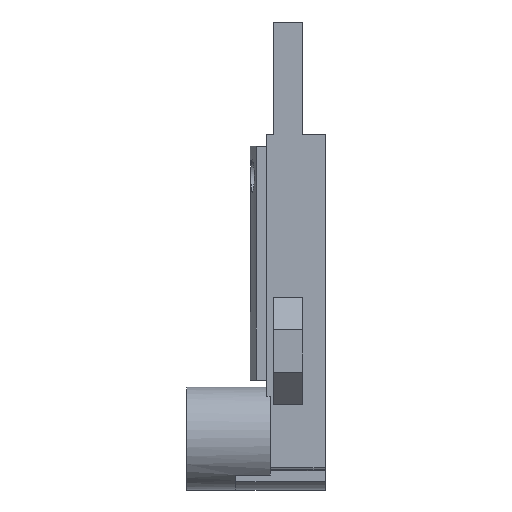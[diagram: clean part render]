
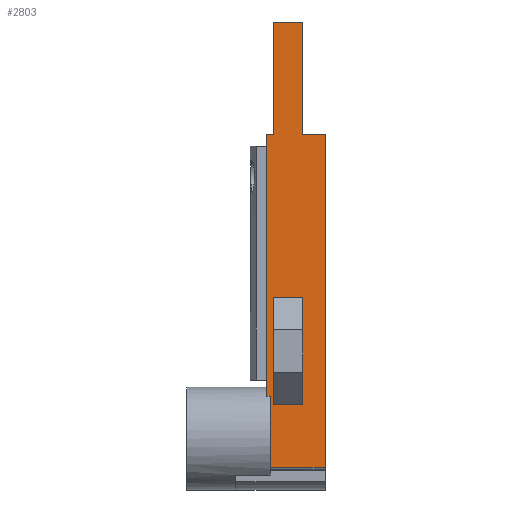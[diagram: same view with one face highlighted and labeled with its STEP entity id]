
A CAD part, left-side view. The second image highlights one B-rep face of the part: STEP entity #2803.
In plain terms, the highlighted planar face has unit normal (-1, 0, 0).
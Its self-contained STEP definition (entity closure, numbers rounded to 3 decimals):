
#66 = DIRECTION ( 'NONE',  ( 0., 0., -1. ) ) ;
#74 = LINE ( 'NONE', #1271, #769 ) ;
#84 = VERTEX_POINT ( 'NONE', #2285 ) ;
#96 = LINE ( 'NONE', #975, #349 ) ;
#152 = VECTOR ( 'NONE', #1087, 1000. ) ;
#166 = EDGE_CURVE ( 'NONE', #587, #2080, #74, .T. ) ;
#167 = VECTOR ( 'NONE', #66, 1000. ) ;
#176 = DIRECTION ( 'NONE',  ( 0., 1., 0. ) ) ;
#197 = CARTESIAN_POINT ( 'NONE',  ( -3.237, 13.796, 32.989 ) ) ;
#224 = CARTESIAN_POINT ( 'NONE',  ( -3.237, 18.796, 32.989 ) ) ;
#235 = CARTESIAN_POINT ( 'NONE',  ( -3.237, 18.196, 32.989 ) ) ;
#286 = LINE ( 'NONE', #1200, #2608 ) ;
#294 = VECTOR ( 'NONE', #640, 1000. ) ;
#322 = ORIENTED_EDGE ( 'NONE', *, *, #825, .T. ) ;
#349 = VECTOR ( 'NONE', #2704, 1000. ) ;
#371 = EDGE_CURVE ( 'NONE', #2701, #2080, #690, .T. ) ;
#405 = DIRECTION ( 'NONE',  ( 1., 0., 0. ) ) ;
#467 = DIRECTION ( 'NONE',  ( 0., 0., -1. ) ) ;
#472 = DIRECTION ( 'NONE',  ( 0., -1., 0. ) ) ;
#491 = VERTEX_POINT ( 'NONE', #197 ) ;
#507 = EDGE_CURVE ( 'NONE', #1176, #587, #1480, .T. ) ;
#532 = CARTESIAN_POINT ( 'NONE',  ( -3.237, 18.196, 42.639 ) ) ;
#574 = CARTESIAN_POINT ( 'NONE',  ( -3.237, 18.496, 10.61 ) ) ;
#587 = VERTEX_POINT ( 'NONE', #532 ) ;
#595 = LINE ( 'NONE', #2532, #2562 ) ;
#640 = DIRECTION ( 'NONE',  ( 0., 1., 0. ) ) ;
#676 = CARTESIAN_POINT ( 'NONE',  ( -3.237, 15.696, 10.61 ) ) ;
#689 = CARTESIAN_POINT ( 'NONE',  ( -3.237, 18.196, 19.089 ) ) ;
#690 = LINE ( 'NONE', #1771, #152 ) ;
#707 = VECTOR ( 'NONE', #2311, 1000. ) ;
#743 = CARTESIAN_POINT ( 'NONE',  ( -3.237, 29.014, 4.489 ) ) ;
#769 = VECTOR ( 'NONE', #2527, 1000. ) ;
#773 = ORIENTED_EDGE ( 'NONE', *, *, #1074, .F. ) ;
#802 = EDGE_CURVE ( 'NONE', #1053, #1738, #811, .T. ) ;
#811 = LINE ( 'NONE', #1887, #2199 ) ;
#825 = EDGE_CURVE ( 'NONE', #2038, #1738, #595, .T. ) ;
#826 = ORIENTED_EDGE ( 'NONE', *, *, #2397, .T. ) ;
#828 = LINE ( 'NONE', #574, #2260 ) ;
#868 = CARTESIAN_POINT ( 'NONE',  ( -3.237, 13.796, 32.989 ) ) ;
#883 = CARTESIAN_POINT ( 'NONE',  ( -3.237, 15.696, 9.889 ) ) ;
#913 = ORIENTED_EDGE ( 'NONE', *, *, #2695, .F. ) ;
#975 = CARTESIAN_POINT ( 'NONE',  ( -3.237, 18.196, 9.889 ) ) ;
#988 = EDGE_CURVE ( 'NONE', #1176, #2038, #2814, .T. ) ;
#1018 = LINE ( 'NONE', #2747, #707 ) ;
#1045 = ORIENTED_EDGE ( 'NONE', *, *, #2729, .F. ) ;
#1053 = VERTEX_POINT ( 'NONE', #1385 ) ;
#1074 = EDGE_CURVE ( 'NONE', #2210, #2547, #286, .T. ) ;
#1084 = LINE ( 'NONE', #883, #2705 ) ;
#1087 = DIRECTION ( 'NONE',  ( 0., 0., 1. ) ) ;
#1151 = LINE ( 'NONE', #743, #2079 ) ;
#1176 = VERTEX_POINT ( 'NONE', #2099 ) ;
#1200 = CARTESIAN_POINT ( 'NONE',  ( -3.237, 29.014, 10.61 ) ) ;
#1206 = EDGE_CURVE ( 'NONE', #491, #2701, #1018, .T. ) ;
#1222 = CARTESIAN_POINT ( 'NONE',  ( -3.237, 18.796, 10.61 ) ) ;
#1248 = CARTESIAN_POINT ( 'NONE',  ( -3.237, 18.196, 10.61 ) ) ;
#1271 = CARTESIAN_POINT ( 'NONE',  ( -3.237, 18.196, 42.639 ) ) ;
#1281 = DIRECTION ( 'NONE',  ( 0., 0., 1. ) ) ;
#1324 = EDGE_CURVE ( 'NONE', #1896, #2547, #1084, .T. ) ;
#1334 = ORIENTED_EDGE ( 'NONE', *, *, #1903, .F. ) ;
#1346 = CARTESIAN_POINT ( 'NONE',  ( -3.237, 15.696, 42.639 ) ) ;
#1385 = CARTESIAN_POINT ( 'NONE',  ( -3.237, 18.496, 10.61 ) ) ;
#1402 = CARTESIAN_POINT ( 'NONE',  ( -3.237, 13.796, 9.489 ) ) ;
#1410 = CARTESIAN_POINT ( 'NONE',  ( -3.237, 13.796, 4.489 ) ) ;
#1444 = EDGE_LOOP ( 'NONE', ( #2140, #773, #1045, #826 ) ) ;
#1463 = DIRECTION ( 'NONE',  ( 0., 0., -1. ) ) ;
#1472 = PLANE ( 'NONE',  #2087 ) ;
#1480 = LINE ( 'NONE', #235, #2694 ) ;
#1543 = ORIENTED_EDGE ( 'NONE', *, *, #507, .F. ) ;
#1616 = ORIENTED_EDGE ( 'NONE', *, *, #1206, .T. ) ;
#1654 = ORIENTED_EDGE ( 'NONE', *, *, #371, .T. ) ;
#1738 = VERTEX_POINT ( 'NONE', #1222 ) ;
#1742 = ORIENTED_EDGE ( 'NONE', *, *, #802, .F. ) ;
#1771 = CARTESIAN_POINT ( 'NONE',  ( -3.237, 15.696, 32.989 ) ) ;
#1833 = DIRECTION ( 'NONE',  ( 0., -1., 0. ) ) ;
#1861 = VECTOR ( 'NONE', #472, 1000. ) ;
#1887 = CARTESIAN_POINT ( 'NONE',  ( -3.237, 36.762, 10.61 ) ) ;
#1896 = VERTEX_POINT ( 'NONE', #2127 ) ;
#1903 = EDGE_CURVE ( 'NONE', #2009, #1053, #828, .T. ) ;
#2009 = VERTEX_POINT ( 'NONE', #2611 ) ;
#2029 = LINE ( 'NONE', #1402, #167 ) ;
#2038 = VERTEX_POINT ( 'NONE', #224 ) ;
#2071 = EDGE_LOOP ( 'NONE', ( #1742, #1334, #2209, #913, #1616, #1654, #2719, #1543, #2596, #322 ) ) ;
#2079 = VECTOR ( 'NONE', #2221, 1000. ) ;
#2080 = VERTEX_POINT ( 'NONE', #1346 ) ;
#2087 = AXIS2_PLACEMENT_3D ( 'NONE', #2159, #405, #176 ) ;
#2099 = CARTESIAN_POINT ( 'NONE',  ( -3.237, 18.196, 32.989 ) ) ;
#2107 = DIRECTION ( 'NONE',  ( 0., 1., 0. ) ) ;
#2117 = FACE_BOUND ( 'NONE', #1444, .T. ) ;
#2127 = CARTESIAN_POINT ( 'NONE',  ( -3.237, 15.696, 19.089 ) ) ;
#2140 = ORIENTED_EDGE ( 'NONE', *, *, #1324, .T. ) ;
#2146 = EDGE_CURVE ( 'NONE', #2009, #2163, #1151, .T. ) ;
#2159 = CARTESIAN_POINT ( 'NONE',  ( -3.237, 13.796, -144.472 ) ) ;
#2163 = VERTEX_POINT ( 'NONE', #1410 ) ;
#2199 = VECTOR ( 'NONE', #2107, 1000. ) ;
#2209 = ORIENTED_EDGE ( 'NONE', *, *, #2146, .T. ) ;
#2210 = VERTEX_POINT ( 'NONE', #1248 ) ;
#2221 = DIRECTION ( 'NONE',  ( 0., -1., 0. ) ) ;
#2260 = VECTOR ( 'NONE', #2556, 1000. ) ;
#2281 = CARTESIAN_POINT ( 'NONE',  ( -3.237, 15.696, 32.989 ) ) ;
#2285 = CARTESIAN_POINT ( 'NONE',  ( -3.237, 18.196, 19.089 ) ) ;
#2311 = DIRECTION ( 'NONE',  ( 0., 1., 0. ) ) ;
#2397 = EDGE_CURVE ( 'NONE', #84, #1896, #2645, .T. ) ;
#2527 = DIRECTION ( 'NONE',  ( 0., -1., 0. ) ) ;
#2532 = CARTESIAN_POINT ( 'NONE',  ( -3.237, 18.796, 9.489 ) ) ;
#2547 = VERTEX_POINT ( 'NONE', #676 ) ;
#2556 = DIRECTION ( 'NONE',  ( 0., 0., 1. ) ) ;
#2562 = VECTOR ( 'NONE', #1463, 1000. ) ;
#2596 = ORIENTED_EDGE ( 'NONE', *, *, #988, .T. ) ;
#2608 = VECTOR ( 'NONE', #1833, 1000. ) ;
#2611 = CARTESIAN_POINT ( 'NONE',  ( -3.237, 18.496, 4.489 ) ) ;
#2645 = LINE ( 'NONE', #689, #1861 ) ;
#2694 = VECTOR ( 'NONE', #1281, 1000. ) ;
#2695 = EDGE_CURVE ( 'NONE', #491, #2163, #2029, .T. ) ;
#2701 = VERTEX_POINT ( 'NONE', #2281 ) ;
#2704 = DIRECTION ( 'NONE',  ( 0., 0., -1. ) ) ;
#2705 = VECTOR ( 'NONE', #467, 1000. ) ;
#2719 = ORIENTED_EDGE ( 'NONE', *, *, #166, .F. ) ;
#2729 = EDGE_CURVE ( 'NONE', #84, #2210, #96, .T. ) ;
#2747 = CARTESIAN_POINT ( 'NONE',  ( -3.237, 13.796, 32.989 ) ) ;
#2766 = FACE_OUTER_BOUND ( 'NONE', #2071, .T. ) ;
#2803 = ADVANCED_FACE ( 'NONE', ( #2766, #2117 ), #1472, .F. ) ;
#2814 = LINE ( 'NONE', #868, #294 ) ;
